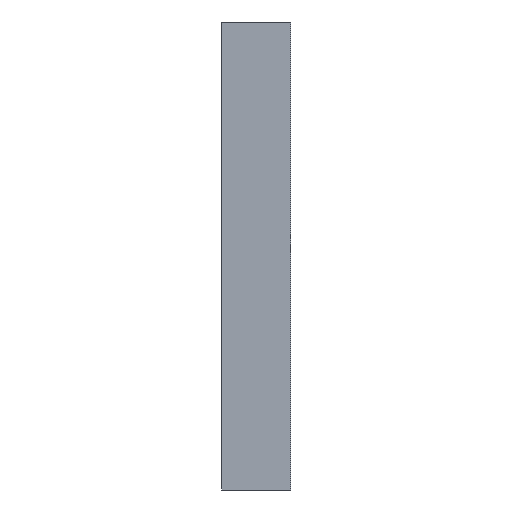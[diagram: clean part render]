
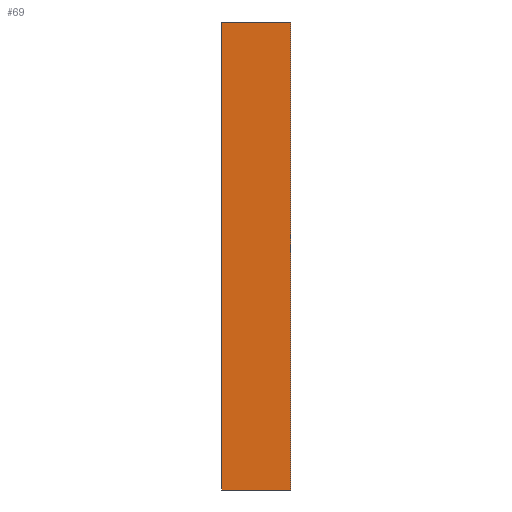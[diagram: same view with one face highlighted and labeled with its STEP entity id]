
A CAD part, left-side view. The second image highlights one B-rep face of the part: STEP entity #69.
In plain terms, the highlighted planar face has unit normal (-1, 0, 0).
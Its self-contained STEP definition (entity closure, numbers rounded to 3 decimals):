
#69 = ADVANCED_FACE ( 'NONE', ( #9833 ), #17703, .F. ) ;
#391 = DIRECTION ( 'NONE',  ( 1., 0., 0. ) ) ;
#975 = CARTESIAN_POINT ( 'NONE',  ( -19.3, 1.6, -5.4 ) ) ;
#1916 = LINE ( 'NONE', #3958, #11620 ) ;
#2565 = LINE ( 'NONE', #17425, #15825 ) ;
#2852 = CARTESIAN_POINT ( 'NONE',  ( -19.3, 1.6, -5.4 ) ) ;
#2963 = DIRECTION ( 'NONE',  ( 0., -1., 0. ) ) ;
#3031 = VERTEX_POINT ( 'NONE', #2852 ) ;
#3529 = EDGE_CURVE ( 'NONE', #3031, #15911, #6120, .T. ) ;
#3958 = CARTESIAN_POINT ( 'NONE',  ( -19.3, 0., -5.4 ) ) ;
#4005 = CARTESIAN_POINT ( 'NONE',  ( -19.3, 1.6, -5.4 ) ) ;
#4171 = ORIENTED_EDGE ( 'NONE', *, *, #3529, .F. ) ;
#4376 = EDGE_CURVE ( 'NONE', #6025, #11428, #1916, .T. ) ;
#5121 = DIRECTION ( 'NONE',  ( 0., -1., 0. ) ) ;
#5250 = ORIENTED_EDGE ( 'NONE', *, *, #6093, .F. ) ;
#5772 = ORIENTED_EDGE ( 'NONE', *, *, #9665, .T. ) ;
#6025 = VERTEX_POINT ( 'NONE', #7449 ) ;
#6093 = EDGE_CURVE ( 'NONE', #15911, #11428, #2565, .T. ) ;
#6120 = LINE ( 'NONE', #975, #12884 ) ;
#6393 = VECTOR ( 'NONE', #5121, 1000. ) ;
#6743 = DIRECTION ( 'NONE',  ( 0., 0., 1. ) ) ;
#7449 = CARTESIAN_POINT ( 'NONE',  ( -19.3, 0., -5.4 ) ) ;
#8409 = CARTESIAN_POINT ( 'NONE',  ( -19.3, 0., 5.4 ) ) ;
#8436 = LINE ( 'NONE', #4005, #6393 ) ;
#9665 = EDGE_CURVE ( 'NONE', #3031, #6025, #8436, .T. ) ;
#9690 = DIRECTION ( 'NONE',  ( 0., 0., 1. ) ) ;
#9833 = FACE_OUTER_BOUND ( 'NONE', #11193, .T. ) ;
#11193 = EDGE_LOOP ( 'NONE', ( #12090, #5250, #4171, #5772 ) ) ;
#11428 = VERTEX_POINT ( 'NONE', #8409 ) ;
#11620 = VECTOR ( 'NONE', #6743, 1000. ) ;
#12042 = DIRECTION ( 'NONE',  ( 0., 0., -1. ) ) ;
#12079 = AXIS2_PLACEMENT_3D ( 'NONE', #14955, #391, #12042 ) ;
#12090 = ORIENTED_EDGE ( 'NONE', *, *, #4376, .T. ) ;
#12884 = VECTOR ( 'NONE', #9690, 1000. ) ;
#14955 = CARTESIAN_POINT ( 'NONE',  ( -19.3, 1.6, -5.4 ) ) ;
#15825 = VECTOR ( 'NONE', #2963, 1000. ) ;
#15911 = VERTEX_POINT ( 'NONE', #17084 ) ;
#17084 = CARTESIAN_POINT ( 'NONE',  ( -19.3, 1.6, 5.4 ) ) ;
#17425 = CARTESIAN_POINT ( 'NONE',  ( -19.3, 1.6, 5.4 ) ) ;
#17703 = PLANE ( 'NONE',  #12079 ) ;
